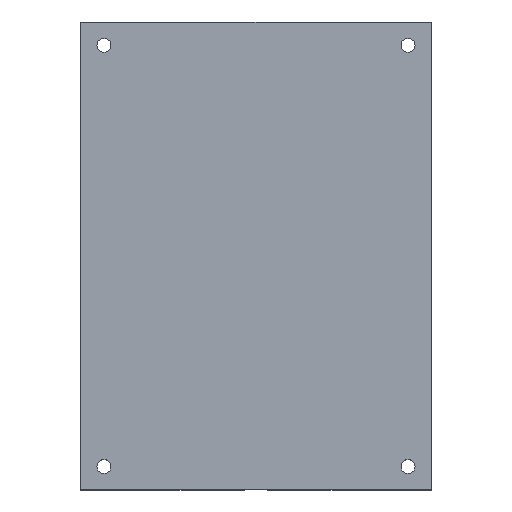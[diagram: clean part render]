
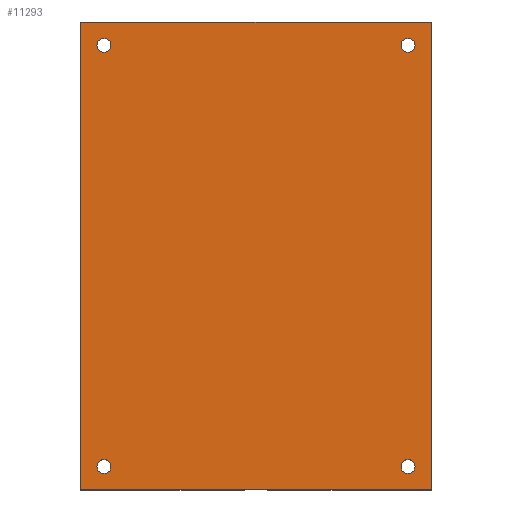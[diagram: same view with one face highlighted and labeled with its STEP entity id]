
A CAD part, top view. The second image highlights one B-rep face of the part: STEP entity #11293.
In plain terms, the highlighted planar face has unit normal (0, 0, 1).
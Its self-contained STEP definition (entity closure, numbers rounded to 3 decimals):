
#137 = EDGE_CURVE ( 'NONE', #8212, #1323, #12997, .T. ) ;
#276 = CARTESIAN_POINT ( 'NONE',  ( 65., -150., 20. ) ) ;
#337 = CIRCLE ( 'NONE', #7795, 3. ) ;
#436 = CARTESIAN_POINT ( 'NONE',  ( -65., -150., 20. ) ) ;
#445 = DIRECTION ( 'NONE',  ( -1., 0., 0. ) ) ;
#491 = CARTESIAN_POINT ( 'NONE',  ( 75., -60., 20. ) ) ;
#547 = EDGE_CURVE ( 'NONE', #1624, #8528, #2310, .T. ) ;
#755 = AXIS2_PLACEMENT_3D ( 'NONE', #5465, #12491, #6474 ) ;
#795 = EDGE_CURVE ( 'NONE', #4139, #8058, #12690, .T. ) ;
#1044 = CARTESIAN_POINT ( 'NONE',  ( 0., 40., 20. ) ) ;
#1236 = DIRECTION ( 'NONE',  ( 0., 1., 0. ) ) ;
#1278 = CIRCLE ( 'NONE', #4451, 3. ) ;
#1323 = VERTEX_POINT ( 'NONE', #9288 ) ;
#1452 = DIRECTION ( 'NONE',  ( 0., 0., -1. ) ) ;
#1624 = VERTEX_POINT ( 'NONE', #9417 ) ;
#1829 = VERTEX_POINT ( 'NONE', #2382 ) ;
#1918 = EDGE_CURVE ( 'NONE', #11464, #2032, #6407, .T. ) ;
#1925 = ORIENTED_EDGE ( 'NONE', *, *, #137, .T. ) ;
#2032 = VERTEX_POINT ( 'NONE', #3432 ) ;
#2054 = DIRECTION ( 'NONE',  ( 1., 0., 0. ) ) ;
#2088 = EDGE_LOOP ( 'NONE', ( #11698, #12013, #6968, #12337 ) ) ;
#2165 = AXIS2_PLACEMENT_3D ( 'NONE', #5320, #12348, #6330 ) ;
#2310 = LINE ( 'NONE', #12269, #4678 ) ;
#2382 = CARTESIAN_POINT ( 'NONE',  ( -68., 30., 20. ) ) ;
#2416 = AXIS2_PLACEMENT_3D ( 'NONE', #2417, #9447, #3422 ) ;
#2417 = CARTESIAN_POINT ( 'NONE',  ( 65., -150., 20. ) ) ;
#2591 = EDGE_CURVE ( 'NONE', #3867, #9331, #8427, .T. ) ;
#2765 = DIRECTION ( 'NONE',  ( -1., 0., 0. ) ) ;
#3082 = VECTOR ( 'NONE', #10549, 1000. ) ;
#3422 = DIRECTION ( 'NONE',  ( -1., 0., 0. ) ) ;
#3432 = CARTESIAN_POINT ( 'NONE',  ( 68., 30., 20. ) ) ;
#3672 = ORIENTED_EDGE ( 'NONE', *, *, #1918, .T. ) ;
#3732 = DIRECTION ( 'NONE',  ( 0., 0., 1. ) ) ;
#3867 = VERTEX_POINT ( 'NONE', #4038 ) ;
#3938 = CIRCLE ( 'NONE', #2165, 3. ) ;
#4038 = CARTESIAN_POINT ( 'NONE',  ( 75., -160., 20. ) ) ;
#4072 = EDGE_LOOP ( 'NONE', ( #6659, #4312 ) ) ;
#4139 = VERTEX_POINT ( 'NONE', #9203 ) ;
#4312 = ORIENTED_EDGE ( 'NONE', *, *, #795, .T. ) ;
#4393 = AXIS2_PLACEMENT_3D ( 'NONE', #276, #7291, #8867 ) ;
#4451 = AXIS2_PLACEMENT_3D ( 'NONE', #7463, #1452, #8473 ) ;
#4499 = CARTESIAN_POINT ( 'NONE',  ( -65., 30., 20. ) ) ;
#4671 = PLANE ( 'NONE',  #12524 ) ;
#4678 = VECTOR ( 'NONE', #1236, 1000. ) ;
#4760 = CARTESIAN_POINT ( 'NONE',  ( 62., 30., 20. ) ) ;
#5320 = CARTESIAN_POINT ( 'NONE',  ( 65., 30., 20. ) ) ;
#5368 = FACE_BOUND ( 'NONE', #6622, .T. ) ;
#5465 = CARTESIAN_POINT ( 'NONE',  ( 65., 30., 20. ) ) ;
#5476 = CARTESIAN_POINT ( 'NONE',  ( -62., -150., 20. ) ) ;
#5502 = DIRECTION ( 'NONE',  ( -1., 0., 0. ) ) ;
#5510 = DIRECTION ( 'NONE',  ( -1., 0., 0. ) ) ;
#5973 = EDGE_CURVE ( 'NONE', #1829, #9131, #7703, .T. ) ;
#6330 = DIRECTION ( 'NONE',  ( -1., 0., 0. ) ) ;
#6365 = ORIENTED_EDGE ( 'NONE', *, *, #12944, .T. ) ;
#6407 = CIRCLE ( 'NONE', #755, 3. ) ;
#6425 = CARTESIAN_POINT ( 'NONE',  ( 75., 40., 20. ) ) ;
#6468 = DIRECTION ( 'NONE',  ( 0., 0., -1. ) ) ;
#6474 = DIRECTION ( 'NONE',  ( -1., 0., 0. ) ) ;
#6622 = EDGE_LOOP ( 'NONE', ( #9640, #1925 ) ) ;
#6639 = EDGE_CURVE ( 'NONE', #3867, #1624, #12744, .T. ) ;
#6659 = ORIENTED_EDGE ( 'NONE', *, *, #9209, .T. ) ;
#6919 = LINE ( 'NONE', #1044, #11963 ) ;
#6968 = ORIENTED_EDGE ( 'NONE', *, *, #2591, .T. ) ;
#7281 = ORIENTED_EDGE ( 'NONE', *, *, #5973, .T. ) ;
#7291 = DIRECTION ( 'NONE',  ( 0., 0., -1. ) ) ;
#7396 = FACE_BOUND ( 'NONE', #10886, .T. ) ;
#7463 = CARTESIAN_POINT ( 'NONE',  ( -65., -150., 20. ) ) ;
#7703 = CIRCLE ( 'NONE', #10918, 3. ) ;
#7706 = FACE_BOUND ( 'NONE', #10901, .T. ) ;
#7795 = AXIS2_PLACEMENT_3D ( 'NONE', #4499, #11516, #5502 ) ;
#8058 = VERTEX_POINT ( 'NONE', #8452 ) ;
#8208 = AXIS2_PLACEMENT_3D ( 'NONE', #436, #10511, #5510 ) ;
#8212 = VERTEX_POINT ( 'NONE', #5476 ) ;
#8427 = LINE ( 'NONE', #491, #3082 ) ;
#8452 = CARTESIAN_POINT ( 'NONE',  ( 62., -150., 20. ) ) ;
#8473 = DIRECTION ( 'NONE',  ( -1., 0., 0. ) ) ;
#8528 = VERTEX_POINT ( 'NONE', #9506 ) ;
#8703 = ORIENTED_EDGE ( 'NONE', *, *, #10896, .T. ) ;
#8867 = DIRECTION ( 'NONE',  ( -1., 0., 0. ) ) ;
#9131 = VERTEX_POINT ( 'NONE', #12400 ) ;
#9203 = CARTESIAN_POINT ( 'NONE',  ( 68., -150., 20. ) ) ;
#9209 = EDGE_CURVE ( 'NONE', #8058, #4139, #10387, .T. ) ;
#9288 = CARTESIAN_POINT ( 'NONE',  ( -68., -150., 20. ) ) ;
#9331 = VERTEX_POINT ( 'NONE', #6425 ) ;
#9350 = EDGE_CURVE ( 'NONE', #1323, #8212, #1278, .T. ) ;
#9417 = CARTESIAN_POINT ( 'NONE',  ( -75., -160., 20. ) ) ;
#9447 = DIRECTION ( 'NONE',  ( 0., 0., -1. ) ) ;
#9506 = CARTESIAN_POINT ( 'NONE',  ( -75., 40., 20. ) ) ;
#9640 = ORIENTED_EDGE ( 'NONE', *, *, #9350, .T. ) ;
#9751 = CARTESIAN_POINT ( 'NONE',  ( 0., 0., 20. ) ) ;
#9793 = CARTESIAN_POINT ( 'NONE',  ( 0., -160., 20. ) ) ;
#10067 = FACE_BOUND ( 'NONE', #4072, .T. ) ;
#10387 = CIRCLE ( 'NONE', #2416, 3. ) ;
#10511 = DIRECTION ( 'NONE',  ( 0., 0., -1. ) ) ;
#10549 = DIRECTION ( 'NONE',  ( 0., 1., 0. ) ) ;
#10763 = DIRECTION ( 'NONE',  ( 1., 0., 0. ) ) ;
#10886 = EDGE_LOOP ( 'NONE', ( #7281, #8703 ) ) ;
#10896 = EDGE_CURVE ( 'NONE', #9131, #1829, #337, .T. ) ;
#10901 = EDGE_LOOP ( 'NONE', ( #3672, #6365 ) ) ;
#10918 = AXIS2_PLACEMENT_3D ( 'NONE', #12485, #6468, #445 ) ;
#11293 = ADVANCED_FACE ( 'NONE', ( #10067, #5368, #7396, #7706, #12436 ), #4671, .T. ) ;
#11464 = VERTEX_POINT ( 'NONE', #4760 ) ;
#11516 = DIRECTION ( 'NONE',  ( 0., 0., -1. ) ) ;
#11698 = ORIENTED_EDGE ( 'NONE', *, *, #547, .F. ) ;
#11801 = VECTOR ( 'NONE', #2765, 1000. ) ;
#11963 = VECTOR ( 'NONE', #2054, 1000. ) ;
#12013 = ORIENTED_EDGE ( 'NONE', *, *, #6639, .F. ) ;
#12269 = CARTESIAN_POINT ( 'NONE',  ( -75., -60., 20. ) ) ;
#12284 = EDGE_CURVE ( 'NONE', #8528, #9331, #6919, .T. ) ;
#12337 = ORIENTED_EDGE ( 'NONE', *, *, #12284, .F. ) ;
#12348 = DIRECTION ( 'NONE',  ( 0., 0., -1. ) ) ;
#12400 = CARTESIAN_POINT ( 'NONE',  ( -62., 30., 20. ) ) ;
#12436 = FACE_OUTER_BOUND ( 'NONE', #2088, .T. ) ;
#12485 = CARTESIAN_POINT ( 'NONE',  ( -65., 30., 20. ) ) ;
#12491 = DIRECTION ( 'NONE',  ( 0., 0., -1. ) ) ;
#12524 = AXIS2_PLACEMENT_3D ( 'NONE', #9751, #3732, #10763 ) ;
#12690 = CIRCLE ( 'NONE', #4393, 3. ) ;
#12744 = LINE ( 'NONE', #9793, #11801 ) ;
#12944 = EDGE_CURVE ( 'NONE', #2032, #11464, #3938, .T. ) ;
#12997 = CIRCLE ( 'NONE', #8208, 3. ) ;
